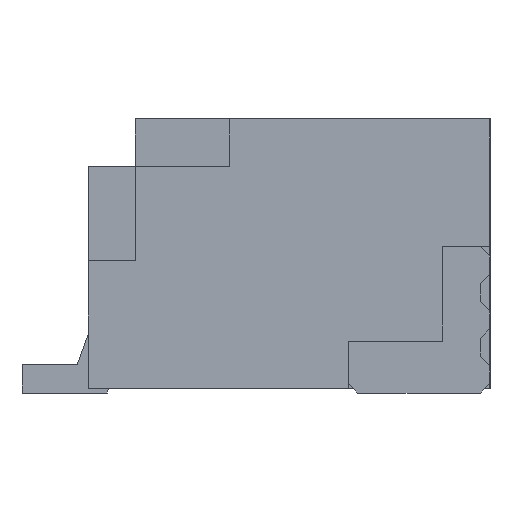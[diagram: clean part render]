
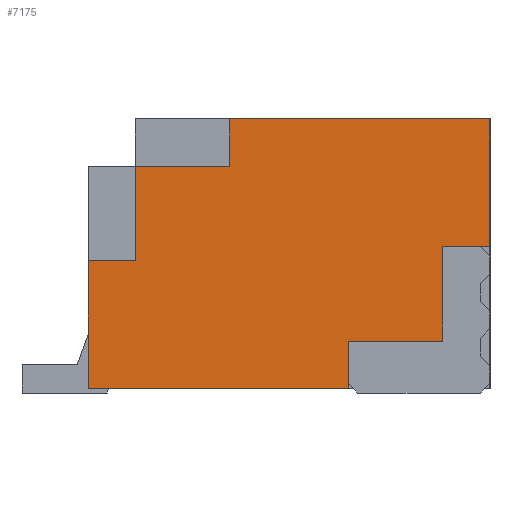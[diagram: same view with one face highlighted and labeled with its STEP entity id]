
A CAD part, left-side view. The second image highlights one B-rep face of the part: STEP entity #7175.
In plain terms, the highlighted planar face has unit normal (-1, 0, 0).
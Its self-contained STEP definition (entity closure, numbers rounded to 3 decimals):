
#252=FACE_OUTER_BOUND('',#634,.T.);
#634=EDGE_LOOP('',(#5569,#5570,#5571,#5572,#5573,#5574,#5575,#5576,#5577,
#5578,#5579,#5580));
#1258=LINE('',#10354,#2244);
#1288=LINE('',#10415,#2274);
#1338=LINE('',#10517,#2324);
#1343=LINE('',#10526,#2329);
#1345=LINE('',#10530,#2331);
#1346=LINE('',#10533,#2332);
#1349=LINE('',#10539,#2335);
#1353=LINE('',#10547,#2339);
#1356=LINE('',#10553,#2342);
#1366=LINE('',#10571,#2352);
#1413=LINE('',#10665,#2399);
#1414=LINE('',#10667,#2400);
#2244=VECTOR('',#8498,2.75);
#2274=VECTOR('',#8546,1.35);
#2324=VECTOR('',#8628,0.5);
#2329=VECTOR('',#8635,1.);
#2331=VECTOR('',#8639,1.);
#2332=VECTOR('',#8642,0.5);
#2335=VECTOR('',#8647,1.);
#2339=VECTOR('',#8655,1.);
#2342=VECTOR('',#8660,0.5);
#2352=VECTOR('',#8678,0.5);
#2399=VECTOR('',#8729,1.35);
#2400=VECTOR('',#8732,2.75);
#3080=VERTEX_POINT('',#10351);
#3081=VERTEX_POINT('',#10353);
#3098=VERTEX_POINT('',#10403);
#3138=VERTEX_POINT('',#10514);
#3139=VERTEX_POINT('',#10516);
#3142=VERTEX_POINT('',#10524);
#3143=VERTEX_POINT('',#10528);
#3144=VERTEX_POINT('',#10532);
#3146=VERTEX_POINT('',#10538);
#3148=VERTEX_POINT('',#10546);
#3150=VERTEX_POINT('',#10552);
#3199=VERTEX_POINT('',#10663);
#3888=EDGE_CURVE('',#3081,#3080,#1258,.T.);
#3918=EDGE_CURVE('',#3098,#3081,#1288,.T.);
#3968=EDGE_CURVE('',#3139,#3138,#1338,.T.);
#3973=EDGE_CURVE('',#3138,#3142,#1343,.T.);
#3975=EDGE_CURVE('',#3142,#3143,#1345,.T.);
#3976=EDGE_CURVE('',#3080,#3144,#1346,.T.);
#3979=EDGE_CURVE('',#3144,#3146,#1349,.T.);
#3983=EDGE_CURVE('',#3146,#3148,#1353,.T.);
#3986=EDGE_CURVE('',#3148,#3150,#1356,.T.);
#3996=EDGE_CURVE('',#3143,#3098,#1366,.T.);
#4043=EDGE_CURVE('',#3150,#3199,#1413,.T.);
#4044=EDGE_CURVE('',#3199,#3139,#1414,.T.);
#5569=ORIENTED_EDGE('',*,*,#3976,.T.);
#5570=ORIENTED_EDGE('',*,*,#3979,.T.);
#5571=ORIENTED_EDGE('',*,*,#3983,.T.);
#5572=ORIENTED_EDGE('',*,*,#3986,.T.);
#5573=ORIENTED_EDGE('',*,*,#4043,.T.);
#5574=ORIENTED_EDGE('',*,*,#4044,.T.);
#5575=ORIENTED_EDGE('',*,*,#3968,.T.);
#5576=ORIENTED_EDGE('',*,*,#3973,.T.);
#5577=ORIENTED_EDGE('',*,*,#3975,.T.);
#5578=ORIENTED_EDGE('',*,*,#3996,.T.);
#5579=ORIENTED_EDGE('',*,*,#3918,.T.);
#5580=ORIENTED_EDGE('',*,*,#3888,.T.);
#6598=PLANE('',#7542);
#7175=ADVANCED_FACE('',(#252),#6598,.T.);
#7542=AXIS2_PLACEMENT_3D('',#10666,#8730,#8731);
#8498=DIRECTION('',(0.,1.,0.));
#8546=DIRECTION('',(0.,0.,1.));
#8628=DIRECTION('',(0.,0.,1.));
#8635=DIRECTION('',(0.,-1.,0.));
#8639=DIRECTION('',(0.,0.,1.));
#8642=DIRECTION('',(0.,0.,-1.));
#8647=DIRECTION('',(0.,1.,0.));
#8655=DIRECTION('',(0.,0.,-1.));
#8660=DIRECTION('',(0.,1.,0.));
#8678=DIRECTION('',(0.,-1.,0.));
#8729=DIRECTION('',(0.,0.,-1.));
#8730=DIRECTION('center_axis',(-1.,0.,0.));
#8731=DIRECTION('ref_axis',(0.,0.,1.));
#8732=DIRECTION('',(0.,-1.,0.));
#10351=CARTESIAN_POINT('',(-6.,-1.5,2.9));
#10353=CARTESIAN_POINT('',(-6.,-4.25,2.9));
#10354=CARTESIAN_POINT('',(-6.,-4.25,2.9));
#10403=CARTESIAN_POINT('',(-6.,-4.25,1.55));
#10415=CARTESIAN_POINT('',(-6.,-4.25,0.05));
#10514=CARTESIAN_POINT('',(-6.,-2.75,0.55));
#10516=CARTESIAN_POINT('',(-6.,-2.75,0.05));
#10517=CARTESIAN_POINT('',(-6.,-2.75,1.006));
#10524=CARTESIAN_POINT('',(-6.,-3.75,0.55));
#10526=CARTESIAN_POINT('',(-6.,-2.861,0.55));
#10528=CARTESIAN_POINT('',(-6.,-3.75,1.55));
#10530=CARTESIAN_POINT('',(-6.,-3.75,1.506));
#10532=CARTESIAN_POINT('',(-6.,-1.5,2.4));
#10533=CARTESIAN_POINT('',(-6.,-1.5,1.931));
#10538=CARTESIAN_POINT('',(-6.,-0.5,2.4));
#10539=CARTESIAN_POINT('',(-6.,-1.236,2.4));
#10546=CARTESIAN_POINT('',(-6.,-0.5,1.4));
#10547=CARTESIAN_POINT('',(-6.,-0.5,1.431));
#10552=CARTESIAN_POINT('',(-6.,0.,1.4));
#10553=CARTESIAN_POINT('',(-6.,-0.986,1.4));
#10571=CARTESIAN_POINT('',(-6.,-3.111,1.55));
#10663=CARTESIAN_POINT('',(-6.,0.,0.05));
#10665=CARTESIAN_POINT('',(-6.,0.,2.4));
#10666=CARTESIAN_POINT('Origin',(-6.,-1.972,1.463));
#10667=CARTESIAN_POINT('',(-6.,0.,0.05));
